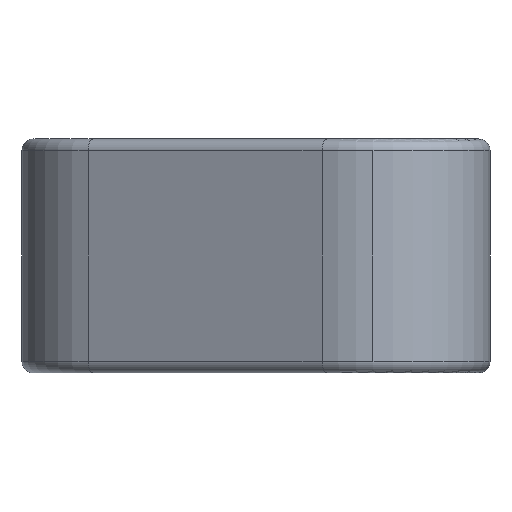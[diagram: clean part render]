
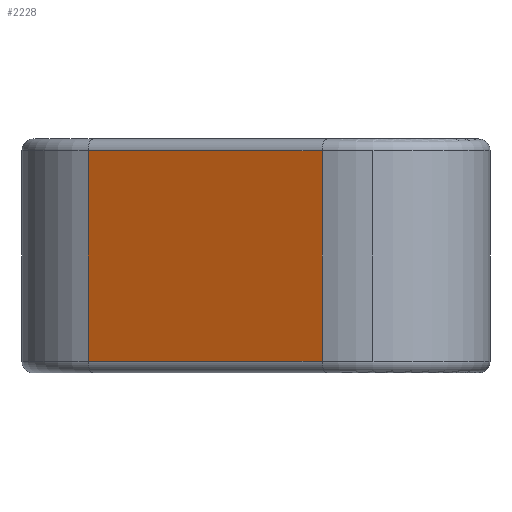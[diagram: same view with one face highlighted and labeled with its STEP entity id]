
A CAD part, left-side view. The second image highlights one B-rep face of the part: STEP entity #2228.
In plain terms, the highlighted planar face has unit normal (-0.9, 0.435, 0).
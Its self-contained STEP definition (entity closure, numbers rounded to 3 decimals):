
#27 = LINE ( 'NONE', #1544, #420 ) ;
#48 = VERTEX_POINT ( 'NONE', #1546 ) ;
#117 = EDGE_CURVE ( 'NONE', #2068, #1254, #873, .T. ) ;
#329 = CARTESIAN_POINT ( 'NONE',  ( -1.402, 0.468, -0.45 ) ) ;
#342 = CARTESIAN_POINT ( 'NONE',  ( -1.402, 0.468, 0.45 ) ) ;
#386 = CARTESIAN_POINT ( 'NONE',  ( -0.918, 1.468, 0.45 ) ) ;
#420 = VECTOR ( 'NONE', #2073, 1000. ) ;
#516 = DIRECTION ( 'NONE',  ( 0.435, 0.9, 0. ) ) ;
#518 = ORIENTED_EDGE ( 'NONE', *, *, #1132, .T. ) ;
#565 = VECTOR ( 'NONE', #516, 1000. ) ;
#624 = DIRECTION ( 'NONE',  ( 0., 0., -1. ) ) ;
#649 = VERTEX_POINT ( 'NONE', #386 ) ;
#653 = CARTESIAN_POINT ( 'NONE',  ( -1.402, 0.468, -0.45 ) ) ;
#873 = LINE ( 'NONE', #1122, #1234 ) ;
#972 = LINE ( 'NONE', #329, #1852 ) ;
#1007 = DIRECTION ( 'NONE',  ( -0.435, -0.9, 0. ) ) ;
#1089 = DIRECTION ( 'NONE',  ( -0.435, -0.9, 0. ) ) ;
#1118 = ORIENTED_EDGE ( 'NONE', *, *, #1294, .T. ) ;
#1122 = CARTESIAN_POINT ( 'NONE',  ( -1.402, 0.468, 0.5 ) ) ;
#1132 = EDGE_CURVE ( 'NONE', #2068, #649, #1357, .T. ) ;
#1234 = VECTOR ( 'NONE', #624, 1000. ) ;
#1254 = VERTEX_POINT ( 'NONE', #653 ) ;
#1294 = EDGE_CURVE ( 'NONE', #48, #1254, #972, .T. ) ;
#1300 = ORIENTED_EDGE ( 'NONE', *, *, #117, .F. ) ;
#1339 = EDGE_CURVE ( 'NONE', #649, #48, #27, .T. ) ;
#1357 = LINE ( 'NONE', #342, #565 ) ;
#1408 = ORIENTED_EDGE ( 'NONE', *, *, #1339, .T. ) ;
#1440 = PLANE ( 'NONE',  #1945 ) ;
#1544 = CARTESIAN_POINT ( 'NONE',  ( -0.918, 1.468, 0.5 ) ) ;
#1546 = CARTESIAN_POINT ( 'NONE',  ( -0.918, 1.468, -0.45 ) ) ;
#1615 = CARTESIAN_POINT ( 'NONE',  ( -1.402, 0.468, 0.5 ) ) ;
#1734 = CARTESIAN_POINT ( 'NONE',  ( -1.402, 0.468, 0.45 ) ) ;
#1852 = VECTOR ( 'NONE', #1007, 1000. ) ;
#1914 = FACE_OUTER_BOUND ( 'NONE', #2093, .T. ) ;
#1945 = AXIS2_PLACEMENT_3D ( 'NONE', #1615, #2148, #1089 ) ;
#2068 = VERTEX_POINT ( 'NONE', #1734 ) ;
#2073 = DIRECTION ( 'NONE',  ( 0., 0., -1. ) ) ;
#2093 = EDGE_LOOP ( 'NONE', ( #1408, #1118, #1300, #518 ) ) ;
#2148 = DIRECTION ( 'NONE',  ( -0.9, 0.435, 0. ) ) ;
#2228 = ADVANCED_FACE ( 'NONE', ( #1914 ), #1440, .T. ) ;
